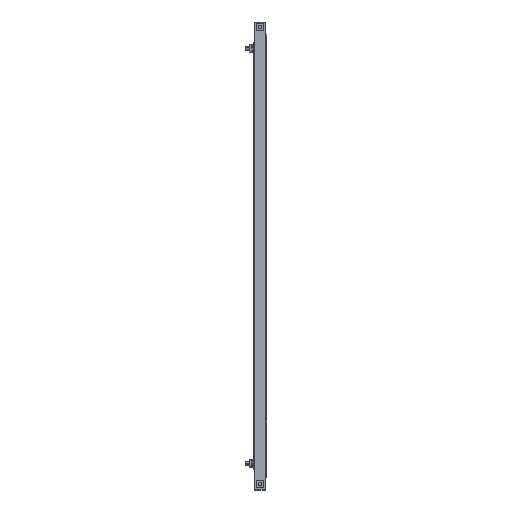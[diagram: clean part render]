
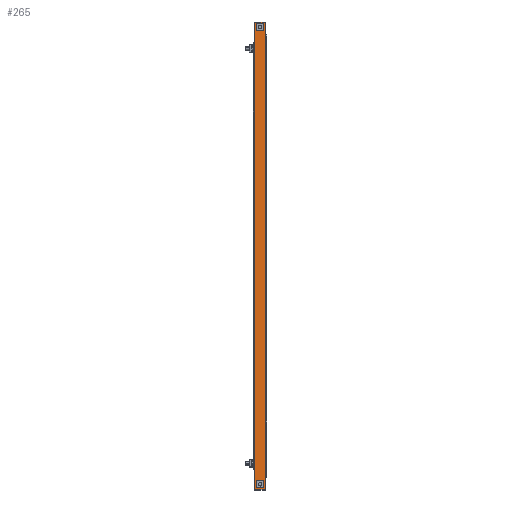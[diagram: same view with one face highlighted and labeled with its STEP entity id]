
A CAD part, top view. The second image highlights one B-rep face of the part: STEP entity #265.
In plain terms, the highlighted face is planar.
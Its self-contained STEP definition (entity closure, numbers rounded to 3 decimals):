
#97 = LINE ( 'NONE', #2897, #4146 ) ;
#184 = VERTEX_POINT ( 'NONE', #436 ) ;
#229 = DIRECTION ( 'NONE',  ( 0., 1., 0. ) ) ;
#265 = ADVANCED_FACE ( 'NONE', ( #5417, #3780, #1083 ), #2260, .F. ) ;
#308 = CARTESIAN_POINT ( 'NONE',  ( 0., 15.75, -3.9 ) ) ;
#380 = CARTESIAN_POINT ( 'NONE',  ( 0., 2.5, -783. ) ) ;
#436 = CARTESIAN_POINT ( 'NONE',  ( 0., 20.5, -35. ) ) ;
#437 = VECTOR ( 'NONE', #229, 1000. ) ;
#478 = VERTEX_POINT ( 'NONE', #4559 ) ;
#493 = CARTESIAN_POINT ( 'NONE',  ( 0., 20.5, 0. ) ) ;
#510 = EDGE_CURVE ( 'NONE', #5002, #4024, #6428, .T. ) ;
#606 = ORIENTED_EDGE ( 'NONE', *, *, #2516, .T. ) ;
#720 = DIRECTION ( 'NONE',  ( 0., 0., 1. ) ) ;
#873 = ORIENTED_EDGE ( 'NONE', *, *, #4681, .T. ) ;
#888 = VERTEX_POINT ( 'NONE', #1093 ) ;
#965 = ORIENTED_EDGE ( 'NONE', *, *, #3795, .F. ) ;
#974 = CARTESIAN_POINT ( 'NONE',  ( 0., 2.5, -21. ) ) ;
#994 = EDGE_CURVE ( 'NONE', #5287, #3568, #2957, .T. ) ;
#1003 = DIRECTION ( 'NONE',  ( 0., -1., 0. ) ) ;
#1006 = ORIENTED_EDGE ( 'NONE', *, *, #1386, .T. ) ;
#1037 = CARTESIAN_POINT ( 'NONE',  ( 0., 2.5, -783. ) ) ;
#1067 = ORIENTED_EDGE ( 'NONE', *, *, #5909, .F. ) ;
#1083 = FACE_OUTER_BOUND ( 'NONE', #6900, .T. ) ;
#1093 = CARTESIAN_POINT ( 'NONE',  ( 0., 20.5, -748. ) ) ;
#1209 = DIRECTION ( 'NONE',  ( 0., -1., 0. ) ) ;
#1248 = VERTEX_POINT ( 'NONE', #4402 ) ;
#1294 = DIRECTION ( 'NONE',  ( 0., 0., -1. ) ) ;
#1359 = DIRECTION ( 'NONE',  ( 0., 0., 1. ) ) ;
#1386 = EDGE_CURVE ( 'NONE', #5105, #478, #3019, .T. ) ;
#1398 = VECTOR ( 'NONE', #2993, 1000. ) ;
#1408 = VECTOR ( 'NONE', #4805, 1000. ) ;
#1420 = EDGE_CURVE ( 'NONE', #5383, #1248, #6826, .T. ) ;
#1494 = ORIENTED_EDGE ( 'NONE', *, *, #4499, .T. ) ;
#1527 = EDGE_CURVE ( 'NONE', #2191, #3014, #4266, .T. ) ;
#1566 = VERTEX_POINT ( 'NONE', #2541 ) ;
#1754 = CARTESIAN_POINT ( 'NONE',  ( 0., 15.75, -13.4 ) ) ;
#1803 = AXIS2_PLACEMENT_3D ( 'NONE', #3244, #5450, #4442 ) ;
#1832 = DIRECTION ( 'NONE',  ( 0., -1., 0. ) ) ;
#1942 = DIRECTION ( 'NONE',  ( 0., 1., 0. ) ) ;
#1980 = CARTESIAN_POINT ( 'NONE',  ( 0., 6.25, -779.1 ) ) ;
#2050 = VECTOR ( 'NONE', #6700, 1000. ) ;
#2148 = EDGE_CURVE ( 'NONE', #1248, #3731, #3364, .T. ) ;
#2191 = VERTEX_POINT ( 'NONE', #6812 ) ;
#2260 = PLANE ( 'NONE',  #1803 ) ;
#2283 = LINE ( 'NONE', #1754, #6768 ) ;
#2374 = VECTOR ( 'NONE', #1294, 1000. ) ;
#2483 = EDGE_CURVE ( 'NONE', #4024, #3970, #5130, .T. ) ;
#2488 = ORIENTED_EDGE ( 'NONE', *, *, #2663, .F. ) ;
#2490 = ORIENTED_EDGE ( 'NONE', *, *, #6801, .T. ) ;
#2516 = EDGE_CURVE ( 'NONE', #888, #184, #4629, .T. ) ;
#2541 = CARTESIAN_POINT ( 'NONE',  ( 0., 15.75, -13.4 ) ) ;
#2595 = LINE ( 'NONE', #308, #6556 ) ;
#2638 = CARTESIAN_POINT ( 'NONE',  ( 0., 20.5, -783. ) ) ;
#2663 = EDGE_CURVE ( 'NONE', #5287, #2191, #6535, .T. ) ;
#2725 = VECTOR ( 'NONE', #1832, 1000. ) ;
#2897 = CARTESIAN_POINT ( 'NONE',  ( 0., 2.5, -783. ) ) ;
#2920 = ORIENTED_EDGE ( 'NONE', *, *, #1527, .F. ) ;
#2957 = LINE ( 'NONE', #6155, #437 ) ;
#2993 = DIRECTION ( 'NONE',  ( 0., 0., 1. ) ) ;
#3014 = VERTEX_POINT ( 'NONE', #974 ) ;
#3019 = LINE ( 'NONE', #3488, #2725 ) ;
#3109 = ORIENTED_EDGE ( 'NONE', *, *, #510, .T. ) ;
#3183 = CARTESIAN_POINT ( 'NONE',  ( 0., 6.25, -13.4 ) ) ;
#3190 = DIRECTION ( 'NONE',  ( 0., 0., 1. ) ) ;
#3244 = CARTESIAN_POINT ( 'NONE',  ( 0., 0., 0. ) ) ;
#3324 = CARTESIAN_POINT ( 'NONE',  ( 0., 15.75, -769.6 ) ) ;
#3364 = LINE ( 'NONE', #3504, #2050 ) ;
#3377 = ORIENTED_EDGE ( 'NONE', *, *, #4807, .T. ) ;
#3488 = CARTESIAN_POINT ( 'NONE',  ( 0., 0., 0. ) ) ;
#3504 = CARTESIAN_POINT ( 'NONE',  ( 0., 15.75, -3.9 ) ) ;
#3568 = VERTEX_POINT ( 'NONE', #2638 ) ;
#3609 = VECTOR ( 'NONE', #5059, 1000. ) ;
#3731 = VERTEX_POINT ( 'NONE', #6737 ) ;
#3741 = CARTESIAN_POINT ( 'NONE',  ( 0., 15.75, -779.1 ) ) ;
#3758 = VECTOR ( 'NONE', #1942, 1000. ) ;
#3780 = FACE_BOUND ( 'NONE', #5527, .T. ) ;
#3795 = EDGE_CURVE ( 'NONE', #3014, #478, #97, .T. ) ;
#3846 = ORIENTED_EDGE ( 'NONE', *, *, #3945, .T. ) ;
#3945 = EDGE_CURVE ( 'NONE', #3731, #1566, #2595, .T. ) ;
#3970 = VERTEX_POINT ( 'NONE', #4889 ) ;
#4009 = DIRECTION ( 'NONE',  ( 0., 0., 1. ) ) ;
#4024 = VERTEX_POINT ( 'NONE', #3324 ) ;
#4088 = CARTESIAN_POINT ( 'NONE',  ( 0., 6.25, -3.9 ) ) ;
#4090 = CARTESIAN_POINT ( 'NONE',  ( 0., 6.25, -769.6 ) ) ;
#4095 = CARTESIAN_POINT ( 'NONE',  ( 0., 20.5, -783. ) ) ;
#4110 = VECTOR ( 'NONE', #1359, 1000. ) ;
#4146 = VECTOR ( 'NONE', #4009, 1000. ) ;
#4266 = LINE ( 'NONE', #6897, #4334 ) ;
#4334 = VECTOR ( 'NONE', #3190, 1000. ) ;
#4402 = CARTESIAN_POINT ( 'NONE',  ( 0., 6.25, -3.9 ) ) ;
#4442 = DIRECTION ( 'NONE',  ( 0., 0., 1. ) ) ;
#4450 = ORIENTED_EDGE ( 'NONE', *, *, #1420, .T. ) ;
#4499 = EDGE_CURVE ( 'NONE', #7043, #5002, #6395, .T. ) ;
#4559 = CARTESIAN_POINT ( 'NONE',  ( 0., 2.5, 0. ) ) ;
#4571 = VECTOR ( 'NONE', #720, 1000. ) ;
#4629 = LINE ( 'NONE', #4095, #4571 ) ;
#4642 = ORIENTED_EDGE ( 'NONE', *, *, #2148, .T. ) ;
#4681 = EDGE_CURVE ( 'NONE', #3970, #7043, #6470, .T. ) ;
#4805 = DIRECTION ( 'NONE',  ( 0., 0., 1. ) ) ;
#4807 = EDGE_CURVE ( 'NONE', #3568, #888, #7078, .T. ) ;
#4836 = VECTOR ( 'NONE', #1003, 1000. ) ;
#4873 = CARTESIAN_POINT ( 'NONE',  ( 0., 20.5, -783. ) ) ;
#4889 = CARTESIAN_POINT ( 'NONE',  ( 0., 15.75, -779.1 ) ) ;
#5002 = VERTEX_POINT ( 'NONE', #4090 ) ;
#5059 = DIRECTION ( 'NONE',  ( 0., 0., -1. ) ) ;
#5105 = VERTEX_POINT ( 'NONE', #493 ) ;
#5130 = LINE ( 'NONE', #5711, #3609 ) ;
#5251 = DIRECTION ( 'NONE',  ( 0., 0., -1. ) ) ;
#5257 = VECTOR ( 'NONE', #6068, 1000. ) ;
#5268 = CARTESIAN_POINT ( 'NONE',  ( 0., 15.75, -769.6 ) ) ;
#5287 = VERTEX_POINT ( 'NONE', #380 ) ;
#5383 = VERTEX_POINT ( 'NONE', #3183 ) ;
#5417 = FACE_BOUND ( 'NONE', #6182, .T. ) ;
#5450 = DIRECTION ( 'NONE',  ( -1., 0., 0. ) ) ;
#5527 = EDGE_LOOP ( 'NONE', ( #6754, #873, #1494, #3109 ) ) ;
#5599 = LINE ( 'NONE', #6181, #2374 ) ;
#5711 = CARTESIAN_POINT ( 'NONE',  ( 0., 15.75, -779.1 ) ) ;
#5909 = EDGE_CURVE ( 'NONE', #5105, #184, #5599, .T. ) ;
#6015 = CARTESIAN_POINT ( 'NONE',  ( 0., 6.25, -779.1 ) ) ;
#6068 = DIRECTION ( 'NONE',  ( 0., 0., 1. ) ) ;
#6155 = CARTESIAN_POINT ( 'NONE',  ( 0., 0., -783. ) ) ;
#6181 = CARTESIAN_POINT ( 'NONE',  ( 0., 20.5, 0. ) ) ;
#6182 = EDGE_LOOP ( 'NONE', ( #4642, #3846, #2490, #4450 ) ) ;
#6395 = LINE ( 'NONE', #1980, #1398 ) ;
#6428 = LINE ( 'NONE', #5268, #3758 ) ;
#6470 = LINE ( 'NONE', #3741, #4836 ) ;
#6535 = LINE ( 'NONE', #1037, #5257 ) ;
#6556 = VECTOR ( 'NONE', #5251, 1000. ) ;
#6700 = DIRECTION ( 'NONE',  ( 0., 1., 0. ) ) ;
#6737 = CARTESIAN_POINT ( 'NONE',  ( 0., 15.75, -3.9 ) ) ;
#6754 = ORIENTED_EDGE ( 'NONE', *, *, #2483, .T. ) ;
#6768 = VECTOR ( 'NONE', #1209, 1000. ) ;
#6801 = EDGE_CURVE ( 'NONE', #1566, #5383, #2283, .T. ) ;
#6812 = CARTESIAN_POINT ( 'NONE',  ( 0., 2.5, -762. ) ) ;
#6826 = LINE ( 'NONE', #4088, #4110 ) ;
#6897 = CARTESIAN_POINT ( 'NONE',  ( 0., 2.5, -783. ) ) ;
#6900 = EDGE_LOOP ( 'NONE', ( #2488, #7048, #3377, #606, #1067, #1006, #965, #2920 ) ) ;
#7043 = VERTEX_POINT ( 'NONE', #6015 ) ;
#7048 = ORIENTED_EDGE ( 'NONE', *, *, #994, .T. ) ;
#7078 = LINE ( 'NONE', #4873, #1408 ) ;
